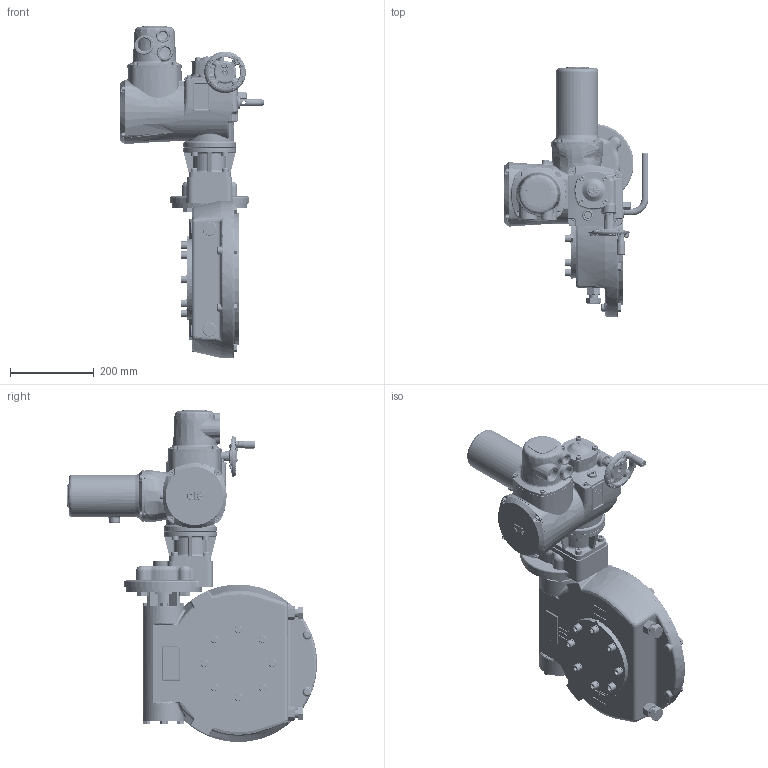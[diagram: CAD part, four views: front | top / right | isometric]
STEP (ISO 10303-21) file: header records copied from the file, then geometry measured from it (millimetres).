
FILE_DESCRIPTION(/* description */ ('Unknown'),/* implementation_level */ '2;1');
FILE_NAME(/* name */ 'A1W6RLBS00X-1',/* time_stamp */ '2019-03-05T16:39:51+05:00',/* author */ ('Unknown'),/* organization */ ('Unknown'),/* preprocessor_version */ 'ST-DEVELOPER v16.7',/* originating_system */ 'DEX',/* authorisation */ $);
FILE_SCHEMA (('AUTOMOTIVE_DESIGN {1 0 10303 214 3 1 1}'));
Products named in the file (1): A1W6RLBS00
Bounding box: 344.96 x 595.75 x 790.56 mm (x, y, z)
Volume: 23654383.2 mm3; surface area: 1042272.2 mm2
Topology: 1 solids, 57 shells, 6255 faces, 14914 edges, 9064 vertices
Faces by surface type: plane 2553, bspline 1706, cylinder 1025, cone 431, sphere 283, torus 257
Full cylindrical faces by diameter (mm): 4.917 x4, 6 x4, 6.45 x4, 6.47 x4, 6.5 x4, 7 x2, 8 x5, 8.2 x1, 8.376 x4, 9 x4, 10 x43, 10.22 x4, 10.25 x4, 10.5 x4, 10.8 x4, 11 x20, 12 x9, 12.5 x8, 13 x18, 13.5 x1, 13.835 x20, 14 x1, 14.5 x4, 15.5 x1, 16 x17, 16.5 x4, 18 x8, 18.376 x1, 19 x11, 20 x4
Entity records: 281239 total; most frequent: CARTESIAN_POINT 110638, ORIENTED_EDGE 28112, DIRECTION 21701, EDGE_CURVE 14056, VERTEX_POINT 8813, AXIS2_PLACEMENT_3D 7943, FACE_BOUND 7235, EDGE_LOOP 7206
